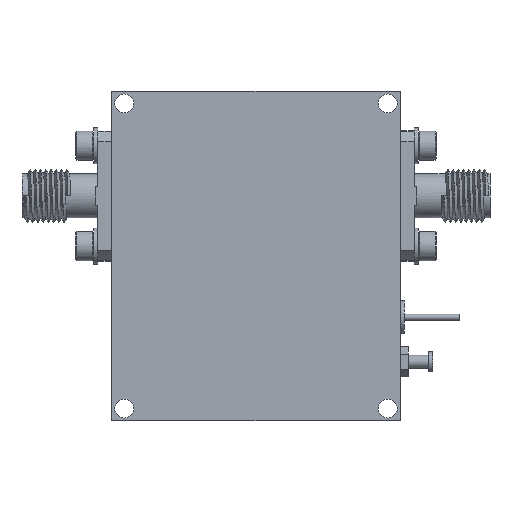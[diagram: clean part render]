
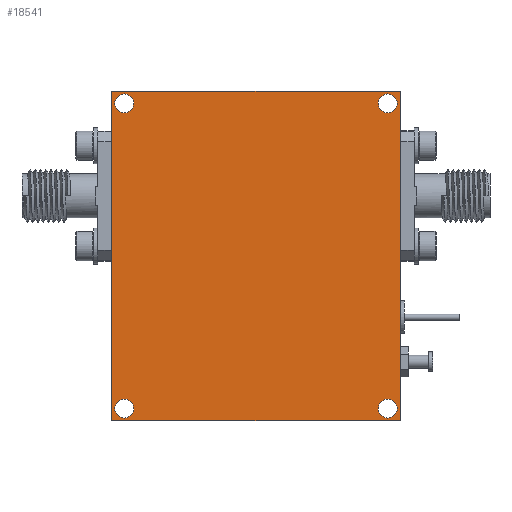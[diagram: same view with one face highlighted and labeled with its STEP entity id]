
A CAD part, front view. The second image highlights one B-rep face of the part: STEP entity #18541.
In plain terms, the highlighted planar face has unit normal (0, -1, 0).
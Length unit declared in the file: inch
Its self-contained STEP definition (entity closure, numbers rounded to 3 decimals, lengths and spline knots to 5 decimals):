
#46 = ORIENTED_EDGE ( 'NONE', *, *, #17502, .F. ) ;
#165 = AXIS2_PLACEMENT_3D ( 'NONE', #742, #18647, #1511 ) ;
#355 = VECTOR ( 'NONE', #5989, 39.37008 ) ;
#742 = CARTESIAN_POINT ( 'NONE',  ( 0.63, 0., 0.73 ) ) ;
#1148 = DIRECTION ( 'NONE',  ( 0., 0., -1. ) ) ;
#1270 = CARTESIAN_POINT ( 'NONE',  ( 0.68898, 0., 0.7875 ) ) ;
#1511 = DIRECTION ( 'NONE',  ( 0., 0., -1. ) ) ;
#1660 = DIRECTION ( 'NONE',  ( 0., 0., -1. ) ) ;
#2368 = ORIENTED_EDGE ( 'NONE', *, *, #9470, .F. ) ;
#2517 = ORIENTED_EDGE ( 'NONE', *, *, #18748, .F. ) ;
#2565 = VERTEX_POINT ( 'NONE', #15310 ) ;
#2576 = EDGE_CURVE ( 'NONE', #10894, #4955, #10524, .T. ) ;
#2639 = AXIS2_PLACEMENT_3D ( 'NONE', #6650, #14037, #7892 ) ;
#2733 = AXIS2_PLACEMENT_3D ( 'NONE', #4640, #9495, #15742 ) ;
#3186 = VECTOR ( 'NONE', #11053, 39.37008 ) ;
#3220 = DIRECTION ( 'NONE',  ( 0., 0., -1. ) ) ;
#3412 = ORIENTED_EDGE ( 'NONE', *, *, #4769, .F. ) ;
#3937 = CARTESIAN_POINT ( 'NONE',  ( -0.63, 0., -0.73 ) ) ;
#4228 = DIRECTION ( 'NONE',  ( 0., -1., 0. ) ) ;
#4248 = CARTESIAN_POINT ( 'NONE',  ( 0.63, 0., -0.73 ) ) ;
#4545 = VERTEX_POINT ( 'NONE', #18010 ) ;
#4640 = CARTESIAN_POINT ( 'NONE',  ( 0., 0., 0. ) ) ;
#4769 = EDGE_CURVE ( 'NONE', #13785, #10894, #15529, .T. ) ;
#4891 = CIRCLE ( 'NONE', #5900, 0.04528 ) ;
#4955 = VERTEX_POINT ( 'NONE', #16649 ) ;
#5116 = AXIS2_PLACEMENT_3D ( 'NONE', #7397, #10313, #10618 ) ;
#5272 = EDGE_LOOP ( 'NONE', ( #6874, #11680, #8351, #3412 ) ) ;
#5450 = CARTESIAN_POINT ( 'NONE',  ( 0.63, 0., 0.77528 ) ) ;
#5900 = AXIS2_PLACEMENT_3D ( 'NONE', #4248, #16864, #19954 ) ;
#5989 = DIRECTION ( 'NONE',  ( 1., 0., 0. ) ) ;
#6185 = CARTESIAN_POINT ( 'NONE',  ( -0.68898, 0., -0.7875 ) ) ;
#6193 = LINE ( 'NONE', #12288, #355 ) ;
#6197 = FACE_OUTER_BOUND ( 'NONE', #5272, .T. ) ;
#6301 = DIRECTION ( 'NONE',  ( 0., -1., 0. ) ) ;
#6365 = CIRCLE ( 'NONE', #165, 0.04528 ) ;
#6388 = EDGE_CURVE ( 'NONE', #16236, #2565, #11070, .T. ) ;
#6650 = CARTESIAN_POINT ( 'NONE',  ( 0.63, 0., -0.73 ) ) ;
#6874 = ORIENTED_EDGE ( 'NONE', *, *, #17364, .F. ) ;
#6977 = ORIENTED_EDGE ( 'NONE', *, *, #7336, .F. ) ;
#7058 = CARTESIAN_POINT ( 'NONE',  ( -0.63, 0., 0.68472 ) ) ;
#7296 = CARTESIAN_POINT ( 'NONE',  ( -0.68898, 0., 0.7875 ) ) ;
#7336 = EDGE_CURVE ( 'NONE', #18204, #14223, #4891, .T. ) ;
#7388 = EDGE_CURVE ( 'NONE', #4955, #7935, #6193, .T. ) ;
#7397 = CARTESIAN_POINT ( 'NONE',  ( 0.63, 0., 0.73 ) ) ;
#7498 = DIRECTION ( 'NONE',  ( 0., 0., 1. ) ) ;
#7593 = CIRCLE ( 'NONE', #10905, 0.04528 ) ;
#7742 = FACE_BOUND ( 'NONE', #9823, .T. ) ;
#7787 = CARTESIAN_POINT ( 'NONE',  ( -0.63, 0., 0.77528 ) ) ;
#7799 = DIRECTION ( 'NONE',  ( 0., -1., 0. ) ) ;
#7892 = DIRECTION ( 'NONE',  ( 0., 0., -1. ) ) ;
#7935 = VERTEX_POINT ( 'NONE', #1270 ) ;
#8351 = ORIENTED_EDGE ( 'NONE', *, *, #2576, .F. ) ;
#8460 = ORIENTED_EDGE ( 'NONE', *, *, #19527, .F. ) ;
#8846 = CIRCLE ( 'NONE', #12142, 0.04528 ) ;
#8907 = VECTOR ( 'NONE', #19480, 39.37008 ) ;
#9299 = FACE_BOUND ( 'NONE', #11345, .T. ) ;
#9389 = VERTEX_POINT ( 'NONE', #7058 ) ;
#9470 = EDGE_CURVE ( 'NONE', #9389, #12501, #8846, .T. ) ;
#9495 = DIRECTION ( 'NONE',  ( 0., -1., 0. ) ) ;
#9823 = EDGE_LOOP ( 'NONE', ( #46, #2368 ) ) ;
#9836 = CARTESIAN_POINT ( 'NONE',  ( -0.63, 0., -0.77528 ) ) ;
#9921 = VECTOR ( 'NONE', #7498, 39.37008 ) ;
#10051 = CIRCLE ( 'NONE', #11346, 0.04528 ) ;
#10165 = LINE ( 'NONE', #16390, #8907 ) ;
#10181 = EDGE_CURVE ( 'NONE', #14223, #18204, #19574, .T. ) ;
#10313 = DIRECTION ( 'NONE',  ( 0., -1., 0. ) ) ;
#10524 = LINE ( 'NONE', #7296, #9921 ) ;
#10601 = DIRECTION ( 'NONE',  ( 0., -1., 0. ) ) ;
#10618 = DIRECTION ( 'NONE',  ( 0., 0., -1. ) ) ;
#10894 = VERTEX_POINT ( 'NONE', #19059 ) ;
#10905 = AXIS2_PLACEMENT_3D ( 'NONE', #13576, #10601, #1148 ) ;
#10986 = AXIS2_PLACEMENT_3D ( 'NONE', #3937, #4228, #13522 ) ;
#11010 = CARTESIAN_POINT ( 'NONE',  ( -0.63, 0., -0.73 ) ) ;
#11053 = DIRECTION ( 'NONE',  ( -1., 0., 0. ) ) ;
#11070 = CIRCLE ( 'NONE', #5116, 0.04528 ) ;
#11345 = EDGE_LOOP ( 'NONE', ( #15930, #6977 ) ) ;
#11346 = AXIS2_PLACEMENT_3D ( 'NONE', #11010, #7799, #1660 ) ;
#11603 = EDGE_LOOP ( 'NONE', ( #2517, #18623 ) ) ;
#11680 = ORIENTED_EDGE ( 'NONE', *, *, #7388, .F. ) ;
#12142 = AXIS2_PLACEMENT_3D ( 'NONE', #15070, #6301, #3220 ) ;
#12288 = CARTESIAN_POINT ( 'NONE',  ( -0.68898, 0., 0.7875 ) ) ;
#12291 = FACE_BOUND ( 'NONE', #11603, .T. ) ;
#12501 = VERTEX_POINT ( 'NONE', #7787 ) ;
#13243 = CARTESIAN_POINT ( 'NONE',  ( 0.68898, 0., -0.7875 ) ) ;
#13285 = CIRCLE ( 'NONE', #10986, 0.04528 ) ;
#13522 = DIRECTION ( 'NONE',  ( 0., 0., -1. ) ) ;
#13576 = CARTESIAN_POINT ( 'NONE',  ( -0.63, 0., 0.73 ) ) ;
#13785 = VERTEX_POINT ( 'NONE', #13243 ) ;
#14037 = DIRECTION ( 'NONE',  ( 0., -1., 0. ) ) ;
#14190 = EDGE_LOOP ( 'NONE', ( #19754, #8460 ) ) ;
#14223 = VERTEX_POINT ( 'NONE', #18232 ) ;
#15070 = CARTESIAN_POINT ( 'NONE',  ( -0.63, 0., 0.73 ) ) ;
#15310 = CARTESIAN_POINT ( 'NONE',  ( 0.63, 0., 0.68472 ) ) ;
#15529 = LINE ( 'NONE', #6185, #3186 ) ;
#15542 = PLANE ( 'NONE',  #2733 ) ;
#15742 = DIRECTION ( 'NONE',  ( 0., 0., -1. ) ) ;
#15930 = ORIENTED_EDGE ( 'NONE', *, *, #10181, .F. ) ;
#16236 = VERTEX_POINT ( 'NONE', #5450 ) ;
#16390 = CARTESIAN_POINT ( 'NONE',  ( 0.68898, 0., 0.7875 ) ) ;
#16610 = CARTESIAN_POINT ( 'NONE',  ( 0.63, 0., -0.77528 ) ) ;
#16649 = CARTESIAN_POINT ( 'NONE',  ( -0.68898, 0., 0.7875 ) ) ;
#16864 = DIRECTION ( 'NONE',  ( 0., -1., 0. ) ) ;
#17364 = EDGE_CURVE ( 'NONE', #7935, #13785, #10165, .T. ) ;
#17502 = EDGE_CURVE ( 'NONE', #12501, #9389, #7593, .T. ) ;
#18010 = CARTESIAN_POINT ( 'NONE',  ( -0.63, 0., -0.68472 ) ) ;
#18204 = VERTEX_POINT ( 'NONE', #16610 ) ;
#18232 = CARTESIAN_POINT ( 'NONE',  ( 0.63, 0., -0.68472 ) ) ;
#18291 = VERTEX_POINT ( 'NONE', #9836 ) ;
#18452 = FACE_BOUND ( 'NONE', #14190, .T. ) ;
#18541 = ADVANCED_FACE ( 'NONE', ( #12291, #9299, #18452, #7742, #6197 ), #15542, .T. ) ;
#18623 = ORIENTED_EDGE ( 'NONE', *, *, #20099, .F. ) ;
#18647 = DIRECTION ( 'NONE',  ( 0., -1., 0. ) ) ;
#18748 = EDGE_CURVE ( 'NONE', #4545, #18291, #13285, .T. ) ;
#19059 = CARTESIAN_POINT ( 'NONE',  ( -0.68898, 0., -0.7875 ) ) ;
#19480 = DIRECTION ( 'NONE',  ( 0., 0., -1. ) ) ;
#19527 = EDGE_CURVE ( 'NONE', #2565, #16236, #6365, .T. ) ;
#19574 = CIRCLE ( 'NONE', #2639, 0.04528 ) ;
#19754 = ORIENTED_EDGE ( 'NONE', *, *, #6388, .F. ) ;
#19954 = DIRECTION ( 'NONE',  ( 0., 0., -1. ) ) ;
#20099 = EDGE_CURVE ( 'NONE', #18291, #4545, #10051, .T. ) ;
